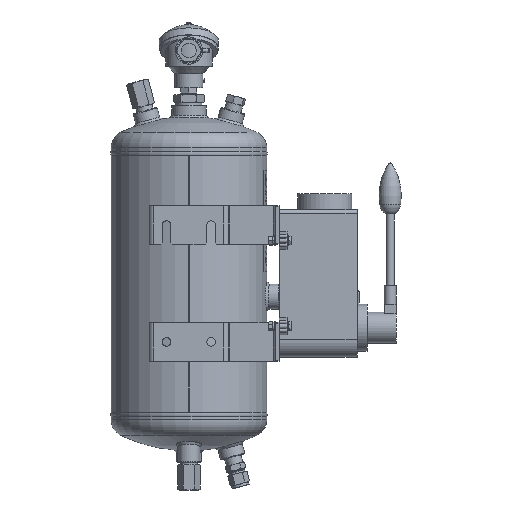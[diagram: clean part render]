
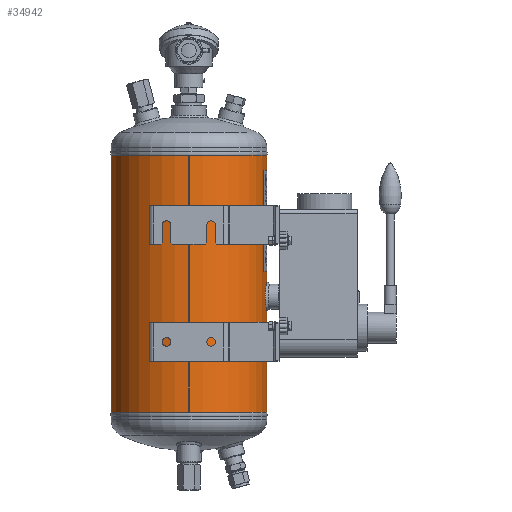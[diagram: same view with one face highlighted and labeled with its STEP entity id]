
A CAD part, left-side view. The second image highlights one B-rep face of the part: STEP entity #34942.
In plain terms, the highlighted cylindrical face has radius 100 mm (diameter 200 mm), a partial arc.
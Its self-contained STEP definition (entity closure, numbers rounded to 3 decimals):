
#2325=LINE('',#55503,#4539);
#2326=LINE('',#55508,#4540);
#2327=LINE('',#55512,#4541);
#2328=LINE('',#55516,#4542);
#4539=VECTOR('',#46766,1000.);
#4540=VECTOR('',#46769,1000.);
#4541=VECTOR('',#46772,1000.);
#4542=VECTOR('',#46775,1000.);
#6753=CIRCLE('',#43538,100.);
#6754=CIRCLE('',#43539,100.);
#6755=CIRCLE('',#43540,100.);
#6756=CIRCLE('',#43541,100.);
#7823=ORIENTED_EDGE('',*,*,#18031,.T.);
#7824=ORIENTED_EDGE('',*,*,#18032,.T.);
#7825=ORIENTED_EDGE('',*,*,#18033,.T.);
#7826=ORIENTED_EDGE('',*,*,#18034,.F.);
#7827=ORIENTED_EDGE('',*,*,#18035,.F.);
#7828=ORIENTED_EDGE('',*,*,#18036,.F.);
#7829=ORIENTED_EDGE('',*,*,#18037,.F.);
#7830=ORIENTED_EDGE('',*,*,#18038,.T.);
#7831=ORIENTED_EDGE('',*,*,#18039,.T.);
#7832=ORIENTED_EDGE('',*,*,#18040,.F.);
#7833=ORIENTED_EDGE('',*,*,#18041,.F.);
#18031=EDGE_CURVE('',#23135,#23135,#26744,.T.);
#18032=EDGE_CURVE('',#23136,#23136,#26745,.T.);
#18033=EDGE_CURVE('',#23137,#23137,#26746,.T.);
#18034=EDGE_CURVE('',#23138,#23139,#2325,.T.);
#18035=EDGE_CURVE('',#23140,#23138,#6753,.T.);
#18036=EDGE_CURVE('',#23141,#23140,#2326,.F.);
#18037=EDGE_CURVE('',#23142,#23141,#6754,.T.);
#18038=EDGE_CURVE('',#23142,#23143,#2327,.T.);
#18039=EDGE_CURVE('',#23143,#23144,#6755,.T.);
#18040=EDGE_CURVE('',#23145,#23144,#2328,.T.);
#18041=EDGE_CURVE('',#23139,#23145,#6756,.T.);
#23135=VERTEX_POINT('',#55478);
#23136=VERTEX_POINT('',#55490);
#23137=VERTEX_POINT('',#55502);
#23138=VERTEX_POINT('',#55504);
#23139=VERTEX_POINT('',#55505);
#23140=VERTEX_POINT('',#55507);
#23141=VERTEX_POINT('',#55509);
#23142=VERTEX_POINT('',#55511);
#23143=VERTEX_POINT('',#55513);
#23144=VERTEX_POINT('',#55515);
#23145=VERTEX_POINT('',#55517);
#26744=B_SPLINE_CURVE_WITH_KNOTS('',3,(#55459,#55460,#55461,#55462,#55463,
#55464,#55465,#55466,#55467,#55468,#55469,#55470,#55471,#55472,#55473,#55474,
#55475,#55476,#55477),.UNSPECIFIED.,.T.,.F.,(1,1,1,1,1,1,1,1,1,1,1,1,1,
1,1,1,1,1,1,1,1,1,1),(-0.018,-0.012,-0.006,
0.,0.006,0.012,0.018,0.023,
0.029,0.035,0.041,0.047,
0.053,0.059,0.065,0.07,
0.076,0.082,0.088,0.094,
0.1,0.106,0.112),.UNSPECIFIED.);
#26745=B_SPLINE_CURVE_WITH_KNOTS('',3,(#55479,#55480,#55481,#55482,#55483,
#55484,#55485,#55486,#55487,#55488,#55489),.UNSPECIFIED.,.T.,.F.,(1,1,1,
1,1,1,1,1,1,1,1,1,1,1,1),(-0.012,-0.008,-0.004,
0.,0.004,0.008,0.012,
0.016,0.02,0.023,0.027,
0.031,0.035,0.039,0.043),
 .UNSPECIFIED.);
#26746=B_SPLINE_CURVE_WITH_KNOTS('',3,(#55491,#55492,#55493,#55494,#55495,
#55496,#55497,#55498,#55499,#55500,#55501),.UNSPECIFIED.,.T.,.F.,(1,1,1,
1,1,1,1,1,1,1,1,1,1,1,1),(-0.012,-0.008,-0.004,
0.,0.004,0.008,0.012,
0.016,0.02,0.023,0.027,
0.031,0.035,0.039,0.043),
 .UNSPECIFIED.);
#28539=EDGE_LOOP('',(#7823));
#28540=EDGE_LOOP('',(#7824));
#28541=EDGE_LOOP('',(#7825));
#28542=EDGE_LOOP('',(#7826,#7827,#7828,#7829,#7830,#7831,#7832,#7833));
#31475=FACE_BOUND('',#28539,.T.);
#31476=FACE_BOUND('',#28540,.T.);
#31477=FACE_BOUND('',#28541,.T.);
#31478=FACE_BOUND('',#28542,.T.);
#34409=CYLINDRICAL_SURFACE('',#43537,100.);
#34942=ADVANCED_FACE('',(#31475,#31476,#31477,#31478),#34409,.T.);
#43537=AXIS2_PLACEMENT_3D('',#55458,#46764,#46765);
#43538=AXIS2_PLACEMENT_3D('',#55506,#46767,#46768);
#43539=AXIS2_PLACEMENT_3D('',#55510,#46770,#46771);
#43540=AXIS2_PLACEMENT_3D('',#55514,#46773,#46774);
#43541=AXIS2_PLACEMENT_3D('',#55518,#46776,#46777);
#46764=DIRECTION('',(0.,-1.,0.));
#46765=DIRECTION('',(0.,0.,-1.));
#46766=DIRECTION('',(0.,-1.,0.));
#46767=DIRECTION('',(0.,1.,0.));
#46768=DIRECTION('',(1.,0.,0.));
#46769=DIRECTION('',(0.,-1.,0.));
#46770=DIRECTION('',(0.,-1.,0.));
#46771=DIRECTION('',(1.,0.,0.));
#46772=DIRECTION('',(0.,-1.,0.));
#46773=DIRECTION('',(0.,1.,0.));
#46774=DIRECTION('',(1.,0.,0.));
#46775=DIRECTION('',(0.,-1.,0.));
#46776=DIRECTION('',(0.,-1.,0.));
#46777=DIRECTION('',(1.,0.,0.));
#55458=CARTESIAN_POINT('',(0.,330.,0.));
#55459=CARTESIAN_POINT('',(-98.994,187.429,14.208));
#55460=CARTESIAN_POINT('',(-98.806,181.503,15.395));
#55461=CARTESIAN_POINT('',(-98.993,175.608,14.214));
#55462=CARTESIAN_POINT('',(-99.436,170.625,10.88));
#55463=CARTESIAN_POINT('',(-99.878,167.295,5.9));
#55464=CARTESIAN_POINT('',(-100.061,166.117,0.009));
#55465=CARTESIAN_POINT('',(-99.879,167.288,-5.887));
#55466=CARTESIAN_POINT('',(-99.437,170.623,-10.879));
#55467=CARTESIAN_POINT('',(-98.992,175.61,-14.215));
#55468=CARTESIAN_POINT('',(-98.807,181.503,-15.391));
#55469=CARTESIAN_POINT('',(-98.992,187.396,-14.219));
#55470=CARTESIAN_POINT('',(-99.435,192.379,-10.892));
#55471=CARTESIAN_POINT('',(-99.877,195.718,-5.914));
#55472=CARTESIAN_POINT('',(-100.061,196.901,-0.013));
#55473=CARTESIAN_POINT('',(-99.878,195.728,5.889));
#55474=CARTESIAN_POINT('',(-99.437,192.395,10.874));
#55475=CARTESIAN_POINT('',(-98.994,187.429,14.208));
#55476=CARTESIAN_POINT('',(-98.806,181.503,15.395));
#55477=CARTESIAN_POINT('',(-98.993,175.608,14.214));
#55478=CARTESIAN_POINT('',(-98.869,181.508,15.));
#55479=CARTESIAN_POINT('',(3.922,158.915,-99.937));
#55480=CARTESIAN_POINT('',(-0.001,160.542,-100.031));
#55481=CARTESIAN_POINT('',(-3.918,158.916,-99.937));
#55482=CARTESIAN_POINT('',(-5.54,155.004,-99.844));
#55483=CARTESIAN_POINT('',(-3.921,151.083,-99.937));
#55484=CARTESIAN_POINT('',(-0.001,149.46,-100.031));
#55485=CARTESIAN_POINT('',(3.913,151.078,-99.938));
#55486=CARTESIAN_POINT('',(5.541,154.994,-99.844));
#55487=CARTESIAN_POINT('',(3.922,158.915,-99.937));
#55488=CARTESIAN_POINT('',(-0.001,160.542,-100.031));
#55489=CARTESIAN_POINT('',(-3.918,158.916,-99.937));
#55490=CARTESIAN_POINT('',(0.,160.,-100.));
#55491=CARTESIAN_POINT('',(3.922,48.915,-99.937));
#55492=CARTESIAN_POINT('',(-0.001,50.542,-100.031));
#55493=CARTESIAN_POINT('',(-3.918,48.916,-99.937));
#55494=CARTESIAN_POINT('',(-5.54,45.004,-99.844));
#55495=CARTESIAN_POINT('',(-3.921,41.083,-99.937));
#55496=CARTESIAN_POINT('',(-0.001,39.46,-100.031));
#55497=CARTESIAN_POINT('',(3.913,41.078,-99.938));
#55498=CARTESIAN_POINT('',(5.541,44.994,-99.844));
#55499=CARTESIAN_POINT('',(3.922,48.915,-99.937));
#55500=CARTESIAN_POINT('',(-0.001,50.542,-100.031));
#55501=CARTESIAN_POINT('',(-3.918,48.916,-99.937));
#55502=CARTESIAN_POINT('',(0.,50.,-100.));
#55503=CARTESIAN_POINT('',(-0.241,165.,100.));
#55504=CARTESIAN_POINT('',(-0.241,330.,100.));
#55505=CARTESIAN_POINT('',(-0.241,265.,100.));
#55506=CARTESIAN_POINT('',(0.,330.,0.));
#55507=CARTESIAN_POINT('',(0.241,330.,100.));
#55508=CARTESIAN_POINT('',(0.241,165.,100.));
#55509=CARTESIAN_POINT('',(0.241,265.,100.));
#55510=CARTESIAN_POINT('',(0.,265.,0.));
#55511=CARTESIAN_POINT('',(0.254,265.,100.));
#55512=CARTESIAN_POINT('',(0.254,265.,100.));
#55513=CARTESIAN_POINT('',(0.254,0.,100.));
#55514=CARTESIAN_POINT('',(0.,0.,0.));
#55515=CARTESIAN_POINT('',(-0.254,0.,100.));
#55516=CARTESIAN_POINT('',(-0.254,265.,100.));
#55517=CARTESIAN_POINT('',(-0.254,265.,100.));
#55518=CARTESIAN_POINT('',(0.,265.,0.));
